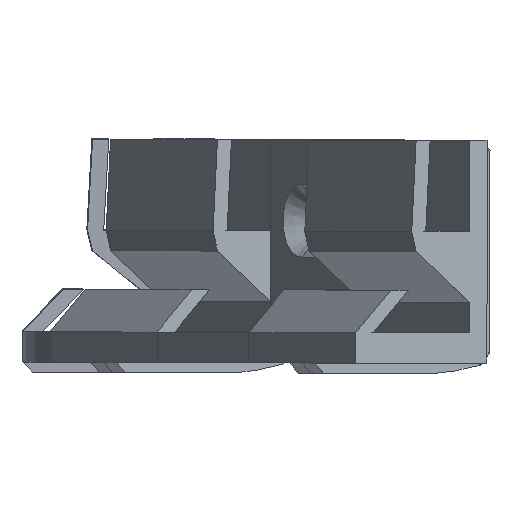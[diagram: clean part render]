
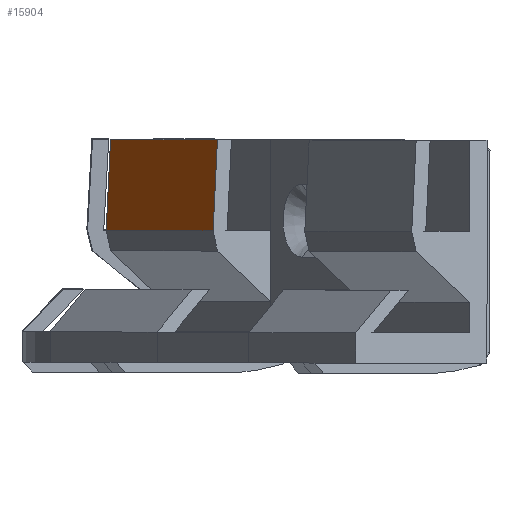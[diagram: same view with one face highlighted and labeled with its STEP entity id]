
A CAD part, left-side view. The second image highlights one B-rep face of the part: STEP entity #15904.
In plain terms, the highlighted face is planar.
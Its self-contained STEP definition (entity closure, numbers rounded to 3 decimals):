
#14009 = PLANE('',#14010);
#14010 = AXIS2_PLACEMENT_3D('',#14011,#14012,#14013);
#14011 = CARTESIAN_POINT('',(-10.5,5.766,9.503));
#14012 = DIRECTION('',(-1.,0.,0.));
#14013 = DIRECTION('',(0.,0.,1.));
#14443 = PLANE('',#14444);
#14444 = AXIS2_PLACEMENT_3D('',#14445,#14446,#14447);
#14445 = CARTESIAN_POINT('',(10.5,5.766,9.503));
#14446 = DIRECTION('',(-1.,0.,0.));
#14447 = DIRECTION('',(0.,0.,1.));
#14703 = VERTEX_POINT('',#14704);
#14704 = CARTESIAN_POINT('',(-10.5,8.1,22.));
#14718 = PLANE('',#14719);
#14719 = AXIS2_PLACEMENT_3D('',#14720,#14721,#14722);
#14720 = CARTESIAN_POINT('',(0.,6.5,22.));
#14721 = DIRECTION('',(0.,0.,-1.));
#14722 = DIRECTION('',(0.,1.,0.));
#14730 = EDGE_CURVE('',#14703,#14731,#14733,.T.);
#14731 = VERTEX_POINT('',#14732);
#14732 = CARTESIAN_POINT('',(-10.5,8.6,13.));
#14733 = SURFACE_CURVE('',#14734,(#14738,#14745),.PCURVE_S1.);
#14734 = LINE('',#14735,#14736);
#14735 = CARTESIAN_POINT('',(-10.5,8.1,22.));
#14736 = VECTOR('',#14737,1.);
#14737 = DIRECTION('',(0.,0.055,-0.998));
#14738 = PCURVE('',#14009,#14739);
#14739 = DEFINITIONAL_REPRESENTATION('',(#14740),#14744);
#14740 = LINE('',#14741,#14742);
#14741 = CARTESIAN_POINT('',(12.497,2.334));
#14742 = VECTOR('',#14743,1.);
#14743 = DIRECTION('',(-0.998,0.055));
#14744 = ( GEOMETRIC_REPRESENTATION_CONTEXT(2) 
PARAMETRIC_REPRESENTATION_CONTEXT() REPRESENTATION_CONTEXT('2D SPACE',''
  ) );
#14745 = PCURVE('',#14746,#14751);
#14746 = PLANE('',#14747);
#14747 = AXIS2_PLACEMENT_3D('',#14748,#14749,#14750);
#14748 = CARTESIAN_POINT('',(0.,8.1,22.));
#14749 = DIRECTION('',(-0.,-0.998,-0.055));
#14750 = DIRECTION('',(0.,0.055,-0.998));
#14751 = DEFINITIONAL_REPRESENTATION('',(#14752),#14756);
#14752 = LINE('',#14753,#14754);
#14753 = CARTESIAN_POINT('',(0.,-10.5));
#14754 = VECTOR('',#14755,1.);
#14755 = DIRECTION('',(1.,0.));
#14756 = ( GEOMETRIC_REPRESENTATION_CONTEXT(2) 
PARAMETRIC_REPRESENTATION_CONTEXT() REPRESENTATION_CONTEXT('2D SPACE',''
  ) );
#14774 = PLANE('',#14775);
#14775 = AXIS2_PLACEMENT_3D('',#14776,#14777,#14778);
#14776 = CARTESIAN_POINT('',(0.,8.6,13.));
#14777 = DIRECTION('',(0.,-0.97,0.243));
#14778 = DIRECTION('',(-0.,-0.243,-0.97));
#15549 = VERTEX_POINT('',#15550);
#15550 = CARTESIAN_POINT('',(10.5,8.1,22.));
#15571 = EDGE_CURVE('',#15549,#15572,#15574,.T.);
#15572 = VERTEX_POINT('',#15573);
#15573 = CARTESIAN_POINT('',(10.5,8.6,13.));
#15574 = SURFACE_CURVE('',#15575,(#15579,#15586),.PCURVE_S1.);
#15575 = LINE('',#15576,#15577);
#15576 = CARTESIAN_POINT('',(10.5,8.1,22.));
#15577 = VECTOR('',#15578,1.);
#15578 = DIRECTION('',(0.,0.055,-0.998));
#15579 = PCURVE('',#14443,#15580);
#15580 = DEFINITIONAL_REPRESENTATION('',(#15581),#15585);
#15581 = LINE('',#15582,#15583);
#15582 = CARTESIAN_POINT('',(12.497,2.334));
#15583 = VECTOR('',#15584,1.);
#15584 = DIRECTION('',(-0.998,0.055));
#15585 = ( GEOMETRIC_REPRESENTATION_CONTEXT(2) 
PARAMETRIC_REPRESENTATION_CONTEXT() REPRESENTATION_CONTEXT('2D SPACE',''
  ) );
#15586 = PCURVE('',#14746,#15587);
#15587 = DEFINITIONAL_REPRESENTATION('',(#15588),#15592);
#15588 = LINE('',#15589,#15590);
#15589 = CARTESIAN_POINT('',(0.,10.5));
#15590 = VECTOR('',#15591,1.);
#15591 = DIRECTION('',(1.,0.));
#15592 = ( GEOMETRIC_REPRESENTATION_CONTEXT(2) 
PARAMETRIC_REPRESENTATION_CONTEXT() REPRESENTATION_CONTEXT('2D SPACE',''
  ) );
#15882 = EDGE_CURVE('',#15549,#14703,#15883,.T.);
#15883 = SURFACE_CURVE('',#15884,(#15888,#15895),.PCURVE_S1.);
#15884 = LINE('',#15885,#15886);
#15885 = CARTESIAN_POINT('',(10.5,8.1,22.));
#15886 = VECTOR('',#15887,1.);
#15887 = DIRECTION('',(-1.,0.,0.));
#15888 = PCURVE('',#14718,#15889);
#15889 = DEFINITIONAL_REPRESENTATION('',(#15890),#15894);
#15890 = LINE('',#15891,#15892);
#15891 = CARTESIAN_POINT('',(1.6,10.5));
#15892 = VECTOR('',#15893,1.);
#15893 = DIRECTION('',(0.,-1.));
#15894 = ( GEOMETRIC_REPRESENTATION_CONTEXT(2) 
PARAMETRIC_REPRESENTATION_CONTEXT() REPRESENTATION_CONTEXT('2D SPACE',''
  ) );
#15895 = PCURVE('',#14746,#15896);
#15896 = DEFINITIONAL_REPRESENTATION('',(#15897),#15901);
#15897 = LINE('',#15898,#15899);
#15898 = CARTESIAN_POINT('',(0.,10.5));
#15899 = VECTOR('',#15900,1.);
#15900 = DIRECTION('',(0.,-1.));
#15901 = ( GEOMETRIC_REPRESENTATION_CONTEXT(2) 
PARAMETRIC_REPRESENTATION_CONTEXT() REPRESENTATION_CONTEXT('2D SPACE',''
  ) );
#15904 = ADVANCED_FACE('',(#15905),#14746,.F.);
#15905 = FACE_BOUND('',#15906,.F.);
#15906 = EDGE_LOOP('',(#15907,#15908,#15929,#15930));
#15907 = ORIENTED_EDGE('',*,*,#14730,.T.);
#15908 = ORIENTED_EDGE('',*,*,#15909,.F.);
#15909 = EDGE_CURVE('',#15572,#14731,#15910,.T.);
#15910 = SURFACE_CURVE('',#15911,(#15915,#15922),.PCURVE_S1.);
#15911 = LINE('',#15912,#15913);
#15912 = CARTESIAN_POINT('',(10.5,8.6,13.));
#15913 = VECTOR('',#15914,1.);
#15914 = DIRECTION('',(-1.,0.,0.));
#15915 = PCURVE('',#14746,#15916);
#15916 = DEFINITIONAL_REPRESENTATION('',(#15917),#15921);
#15917 = LINE('',#15918,#15919);
#15918 = CARTESIAN_POINT('',(9.014,10.5));
#15919 = VECTOR('',#15920,1.);
#15920 = DIRECTION('',(0.,-1.));
#15921 = ( GEOMETRIC_REPRESENTATION_CONTEXT(2) 
PARAMETRIC_REPRESENTATION_CONTEXT() REPRESENTATION_CONTEXT('2D SPACE',''
  ) );
#15922 = PCURVE('',#14774,#15923);
#15923 = DEFINITIONAL_REPRESENTATION('',(#15924),#15928);
#15924 = LINE('',#15925,#15926);
#15925 = CARTESIAN_POINT('',(-0.,10.5));
#15926 = VECTOR('',#15927,1.);
#15927 = DIRECTION('',(0.,-1.));
#15928 = ( GEOMETRIC_REPRESENTATION_CONTEXT(2) 
PARAMETRIC_REPRESENTATION_CONTEXT() REPRESENTATION_CONTEXT('2D SPACE',''
  ) );
#15929 = ORIENTED_EDGE('',*,*,#15571,.F.);
#15930 = ORIENTED_EDGE('',*,*,#15882,.T.);
